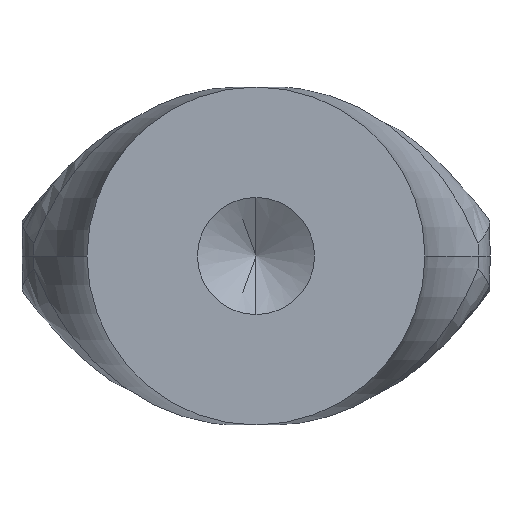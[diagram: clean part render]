
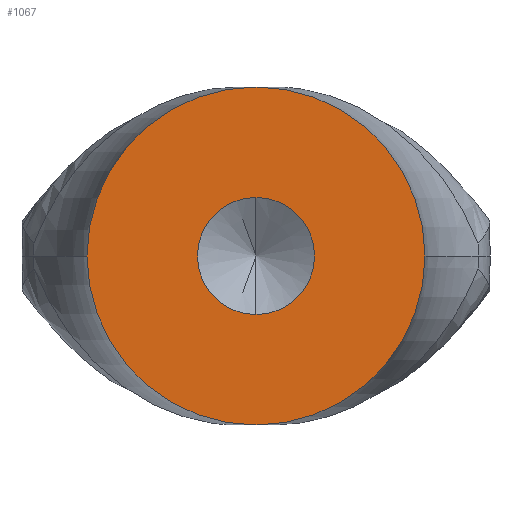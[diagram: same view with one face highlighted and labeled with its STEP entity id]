
A CAD part, front view. The second image highlights one B-rep face of the part: STEP entity #1067.
In plain terms, the highlighted planar face has unit normal (0, -1, 0).
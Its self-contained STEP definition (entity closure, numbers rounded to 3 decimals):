
#27 = EDGE_LOOP ( 'NONE', ( #712, #77 ) ) ;
#47 = ORIENTED_EDGE ( 'NONE', *, *, #939, .T. ) ;
#77 = ORIENTED_EDGE ( 'NONE', *, *, #659, .F. ) ;
#133 = EDGE_CURVE ( 'NONE', #982, #1881, #505, .T. ) ;
#214 = DIRECTION ( 'NONE',  ( 0., 0., -1. ) ) ;
#227 = EDGE_CURVE ( 'NONE', #779, #453, #1354, .T. ) ;
#299 = DIRECTION ( 'NONE',  ( 0., -1., 0. ) ) ;
#363 = ORIENTED_EDGE ( 'NONE', *, *, #1912, .T. ) ;
#380 = AXIS2_PLACEMENT_3D ( 'NONE', #1415, #835, #1434 ) ;
#402 = AXIS2_PLACEMENT_3D ( 'NONE', #1562, #1393, #214 ) ;
#444 = AXIS2_PLACEMENT_3D ( 'NONE', #589, #1190, #450 ) ;
#450 = DIRECTION ( 'NONE',  ( 0., 0., 1. ) ) ;
#453 = VERTEX_POINT ( 'NONE', #1757 ) ;
#464 = CARTESIAN_POINT ( 'NONE',  ( 0., -16.4, 2.6 ) ) ;
#473 = DIRECTION ( 'NONE',  ( 0., 0., -1. ) ) ;
#487 = CARTESIAN_POINT ( 'NONE',  ( 0., -16.4, 5.2 ) ) ;
#492 = VERTEX_POINT ( 'NONE', #1938 ) ;
#505 = CIRCLE ( 'NONE', #380, 2.6 ) ;
#570 = CIRCLE ( 'NONE', #1613, 2.6 ) ;
#582 = VERTEX_POINT ( 'NONE', #1321 ) ;
#589 = CARTESIAN_POINT ( 'NONE',  ( 0., -16.4, 2.6 ) ) ;
#596 = CARTESIAN_POINT ( 'NONE',  ( 0., -16.4, 0. ) ) ;
#659 = EDGE_CURVE ( 'NONE', #582, #492, #1478, .T. ) ;
#712 = ORIENTED_EDGE ( 'NONE', *, *, #1488, .F. ) ;
#779 = VERTEX_POINT ( 'NONE', #596 ) ;
#800 = AXIS2_PLACEMENT_3D ( 'NONE', #814, #1887, #1858 ) ;
#814 = CARTESIAN_POINT ( 'NONE',  ( 0., -16.4, 5.2 ) ) ;
#835 = DIRECTION ( 'NONE',  ( 0., -1., 0. ) ) ;
#870 = DIRECTION ( 'NONE',  ( 0., 0., 1. ) ) ;
#939 = EDGE_CURVE ( 'NONE', #453, #982, #1781, .T. ) ;
#965 = CARTESIAN_POINT ( 'NONE',  ( -2.6, -16.4, 2.6 ) ) ;
#968 = FACE_OUTER_BOUND ( 'NONE', #1661, .T. ) ;
#982 = VERTEX_POINT ( 'NONE', #487 ) ;
#1067 = ADVANCED_FACE ( 'NONE', ( #1731, #968 ), #1452, .F. ) ;
#1179 = CIRCLE ( 'NONE', #402, 0.9 ) ;
#1190 = DIRECTION ( 'NONE',  ( 0., -1., 0. ) ) ;
#1210 = CARTESIAN_POINT ( 'NONE',  ( 0., -16.4, 2.6 ) ) ;
#1250 = DIRECTION ( 'NONE',  ( 0., -1., 0. ) ) ;
#1321 = CARTESIAN_POINT ( 'NONE',  ( 0., -16.4, 3.5 ) ) ;
#1328 = ORIENTED_EDGE ( 'NONE', *, *, #227, .T. ) ;
#1339 = AXIS2_PLACEMENT_3D ( 'NONE', #1210, #1250, #1850 ) ;
#1354 = CIRCLE ( 'NONE', #444, 2.6 ) ;
#1393 = DIRECTION ( 'NONE',  ( 0., -1., 0. ) ) ;
#1415 = CARTESIAN_POINT ( 'NONE',  ( 0., -16.4, 2.6 ) ) ;
#1434 = DIRECTION ( 'NONE',  ( 0., 0., 1. ) ) ;
#1452 = PLANE ( 'NONE',  #800 ) ;
#1478 = CIRCLE ( 'NONE', #1728, 0.9 ) ;
#1488 = EDGE_CURVE ( 'NONE', #492, #582, #1179, .T. ) ;
#1512 = DIRECTION ( 'NONE',  ( 0., -1., 0. ) ) ;
#1562 = CARTESIAN_POINT ( 'NONE',  ( 0., -16.4, 2.6 ) ) ;
#1613 = AXIS2_PLACEMENT_3D ( 'NONE', #1643, #299, #870 ) ;
#1643 = CARTESIAN_POINT ( 'NONE',  ( 0., -16.4, 2.6 ) ) ;
#1661 = EDGE_LOOP ( 'NONE', ( #363, #1328, #47, #1753 ) ) ;
#1728 = AXIS2_PLACEMENT_3D ( 'NONE', #464, #1512, #473 ) ;
#1731 = FACE_BOUND ( 'NONE', #27, .T. ) ;
#1753 = ORIENTED_EDGE ( 'NONE', *, *, #133, .T. ) ;
#1757 = CARTESIAN_POINT ( 'NONE',  ( 2.6, -16.4, 2.6 ) ) ;
#1781 = CIRCLE ( 'NONE', #1339, 2.6 ) ;
#1850 = DIRECTION ( 'NONE',  ( 0., 0., 1. ) ) ;
#1858 = DIRECTION ( 'NONE',  ( 0., 0., 1. ) ) ;
#1881 = VERTEX_POINT ( 'NONE', #965 ) ;
#1887 = DIRECTION ( 'NONE',  ( 0., 1., 0. ) ) ;
#1912 = EDGE_CURVE ( 'NONE', #1881, #779, #570, .T. ) ;
#1938 = CARTESIAN_POINT ( 'NONE',  ( 0., -16.4, 1.7 ) ) ;
